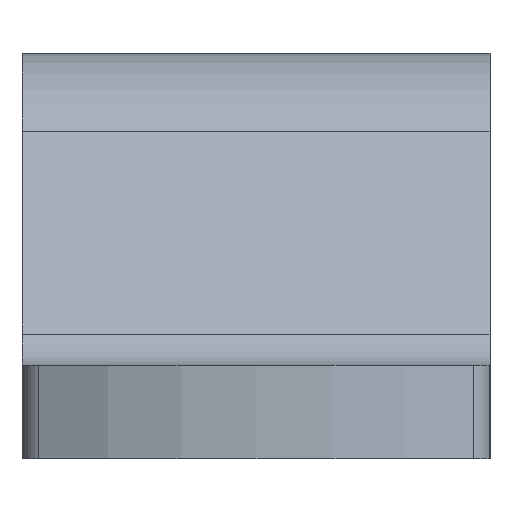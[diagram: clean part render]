
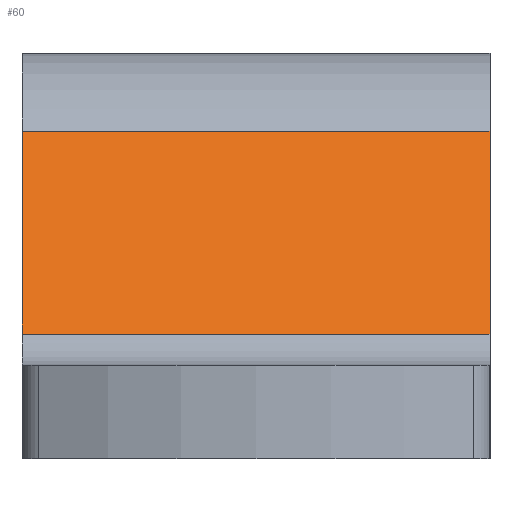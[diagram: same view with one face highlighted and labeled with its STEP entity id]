
A CAD part, left-side view. The second image highlights one B-rep face of the part: STEP entity #60.
In plain terms, the highlighted planar face has unit normal (-0.866, 0, 0.5).
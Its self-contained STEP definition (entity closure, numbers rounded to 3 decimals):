
#14 = DIRECTION ( 'NONE',  ( -0.5, 0., -0.866 ) ) ;
#18 = CARTESIAN_POINT ( 'NONE',  ( -17.557, 7.5, -7.003 ) ) ;
#33 = CARTESIAN_POINT ( 'NONE',  ( -16.98, -7.5, -6.003 ) ) ;
#60 = ADVANCED_FACE ( 'NONE', ( #351 ), #680, .F. ) ;
#131 = VECTOR ( 'NONE', #450, 1000. ) ;
#171 = DIRECTION ( 'NONE',  ( 0.866, 0., -0.5 ) ) ;
#172 = EDGE_CURVE ( 'NONE', #660, #504, #255, .T. ) ;
#173 = CARTESIAN_POINT ( 'NONE',  ( -10.136, 0., 5.852 ) ) ;
#190 = CARTESIAN_POINT ( 'NONE',  ( -13.225, 7.5, 0.5 ) ) ;
#255 = LINE ( 'NONE', #401, #295 ) ;
#280 = VECTOR ( 'NONE', #282, 1000. ) ;
#282 = DIRECTION ( 'NONE',  ( 0., 1., 0. ) ) ;
#295 = VECTOR ( 'NONE', #397, 1000. ) ;
#306 = LINE ( 'NONE', #1037, #131 ) ;
#351 = FACE_OUTER_BOUND ( 'NONE', #714, .T. ) ;
#364 = ORIENTED_EDGE ( 'NONE', *, *, #882, .F. ) ;
#366 = CARTESIAN_POINT ( 'NONE',  ( -16.98, 7.5, -6.003 ) ) ;
#397 = DIRECTION ( 'NONE',  ( 0., -1., 0. ) ) ;
#401 = CARTESIAN_POINT ( 'NONE',  ( -13.225, 0., 0.5 ) ) ;
#411 = CARTESIAN_POINT ( 'NONE',  ( -16.98, -7.5, -6.003 ) ) ;
#428 = ORIENTED_EDGE ( 'NONE', *, *, #172, .F. ) ;
#449 = LINE ( 'NONE', #33, #280 ) ;
#450 = DIRECTION ( 'NONE',  ( 0.5, 0., 0.866 ) ) ;
#504 = VERTEX_POINT ( 'NONE', #1024 ) ;
#539 = LINE ( 'NONE', #18, #983 ) ;
#622 = EDGE_CURVE ( 'NONE', #660, #911, #539, .T. ) ;
#660 = VERTEX_POINT ( 'NONE', #190 ) ;
#680 = PLANE ( 'NONE',  #905 ) ;
#714 = EDGE_LOOP ( 'NONE', ( #364, #824, #428, #974 ) ) ;
#824 = ORIENTED_EDGE ( 'NONE', *, *, #941, .T. ) ;
#839 = DIRECTION ( 'NONE',  ( -0.5, 0., -0.866 ) ) ;
#882 = EDGE_CURVE ( 'NONE', #1031, #911, #449, .T. ) ;
#905 = AXIS2_PLACEMENT_3D ( 'NONE', #173, #171, #839 ) ;
#911 = VERTEX_POINT ( 'NONE', #366 ) ;
#941 = EDGE_CURVE ( 'NONE', #1031, #504, #306, .T. ) ;
#974 = ORIENTED_EDGE ( 'NONE', *, *, #622, .T. ) ;
#983 = VECTOR ( 'NONE', #14, 1000. ) ;
#1024 = CARTESIAN_POINT ( 'NONE',  ( -13.225, -7.5, 0.5 ) ) ;
#1031 = VERTEX_POINT ( 'NONE', #411 ) ;
#1037 = CARTESIAN_POINT ( 'NONE',  ( -12.648, -7.5, 1.5 ) ) ;
